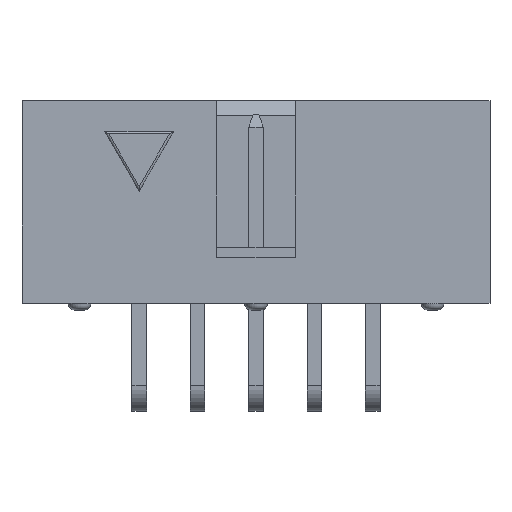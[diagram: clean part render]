
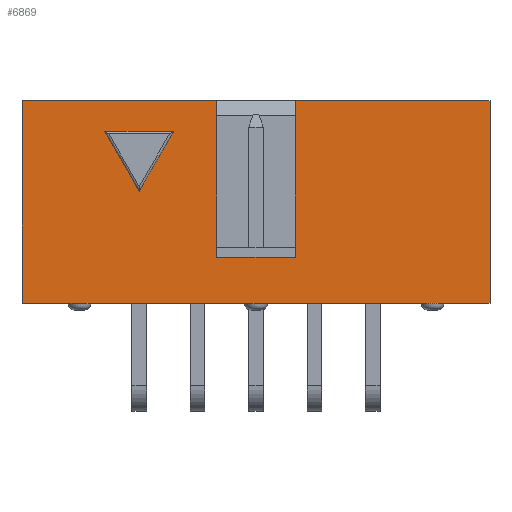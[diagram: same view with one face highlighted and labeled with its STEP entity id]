
A CAD part, front view. The second image highlights one B-rep face of the part: STEP entity #6869.
In plain terms, the highlighted planar face has unit normal (0, -1, 0).
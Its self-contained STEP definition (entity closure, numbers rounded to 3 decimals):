
#3456 = DIRECTION ( 'NONE',  ( 1., 0., 0. ) ) ;
#3457 = VECTOR ( 'NONE', #3456, 1000. ) ;
#3458 = CARTESIAN_POINT ( 'NONE',  ( 15.255, -3.13, 9.1 ) ) ;
#3459 = LINE ( 'NONE', #3458, #3457 ) ;
#3460 = CARTESIAN_POINT ( 'NONE',  ( 15.255, -3.13, 9.1 ) ) ;
#3461 = DIRECTION ( 'NONE',  ( 0., 0., -1. ) ) ;
#3462 = VECTOR ( 'NONE', #3461, 1000. ) ;
#3463 = CARTESIAN_POINT ( 'NONE',  ( 15.255, -3.13, 2.7 ) ) ;
#3464 = LINE ( 'NONE', #3463, #3462 ) ;
#3465 = CARTESIAN_POINT ( 'NONE',  ( 15.255, -3.13, 0.3 ) ) ;
#3466 = DIRECTION ( 'NONE',  ( 1., 0., 0. ) ) ;
#3467 = VECTOR ( 'NONE', #3466, 1000. ) ;
#3468 = CARTESIAN_POINT ( 'NONE',  ( -5.095, -3.13, 0.3 ) ) ;
#3469 = LINE ( 'NONE', #3468, #3467 ) ;
#3470 = CARTESIAN_POINT ( 'NONE',  ( -5.095, -3.13, 0.3 ) ) ;
#3471 = DIRECTION ( 'NONE',  ( 0., 0., -1. ) ) ;
#3472 = VECTOR ( 'NONE', #3471, 1000. ) ;
#3473 = CARTESIAN_POINT ( 'NONE',  ( -5.095, -3.13, 2.7 ) ) ;
#3474 = LINE ( 'NONE', #3473, #3472 ) ;
#3475 = CARTESIAN_POINT ( 'NONE',  ( -5.095, -3.13, 9.1 ) ) ;
#3476 = DIRECTION ( 'NONE',  ( 1., 0., 0. ) ) ;
#3477 = VECTOR ( 'NONE', #3476, 1000. ) ;
#3478 = CARTESIAN_POINT ( 'NONE',  ( -5.095, -3.13, 9.1 ) ) ;
#3479 = LINE ( 'NONE', #3478, #3477 ) ;
#4935 = FACE_BOUND ( 'NONE', #10385, .T. ) ;
#4936 = FACE_OUTER_BOUND ( 'NONE', #6870, .T. ) ;
#5047 = CARTESIAN_POINT ( 'NONE',  ( 3.38, -3.13, 9.1 ) ) ;
#5048 = DIRECTION ( 'NONE',  ( 0., 0., -1. ) ) ;
#5049 = VECTOR ( 'NONE', #5048, 1000. ) ;
#5050 = CARTESIAN_POINT ( 'NONE',  ( 3.38, -3.13, 9.1 ) ) ;
#5051 = LINE ( 'NONE', #5050, #5049 ) ;
#5052 = CARTESIAN_POINT ( 'NONE',  ( 6.78, -3.13, 2.3 ) ) ;
#5053 = CARTESIAN_POINT ( 'NONE',  ( 3.38, -3.13, 2.3 ) ) ;
#5054 = DIRECTION ( 'NONE',  ( 1., 0., 0. ) ) ;
#5055 = VECTOR ( 'NONE', #5054, 1000. ) ;
#5056 = CARTESIAN_POINT ( 'NONE',  ( 3.38, -3.13, 2.3 ) ) ;
#5057 = DIRECTION ( 'NONE',  ( 0., 0., 1. ) ) ;
#5058 = DIRECTION ( 'NONE',  ( 0., 1., 0. ) ) ;
#5059 = CARTESIAN_POINT ( 'NONE',  ( -5.095, -3.13, 2.7 ) ) ;
#5060 = AXIS2_PLACEMENT_3D ( 'NONE', #5059, #5058, #5057 ) ;
#5061 = LINE ( 'NONE', #5056, #5055 ) ;
#5062 = PLANE ( 'NONE',  #5060 ) ;
#5747 = CARTESIAN_POINT ( 'NONE',  ( -1.5, -3.13, 7.77 ) ) ;
#5758 = DIRECTION ( 'NONE',  ( 0.5, 0., 0.866 ) ) ;
#5759 = VECTOR ( 'NONE', #5758, 1000. ) ;
#5760 = CARTESIAN_POINT ( 'NONE',  ( 1.5, -3.13, 7.77 ) ) ;
#5761 = LINE ( 'NONE', #5760, #5759 ) ;
#5764 = DIRECTION ( 'NONE',  ( -1., 0., 0. ) ) ;
#5765 = VECTOR ( 'NONE', #5764, 1000. ) ;
#5766 = CARTESIAN_POINT ( 'NONE',  ( -1.5, -3.13, 7.77 ) ) ;
#5767 = LINE ( 'NONE', #5766, #5765 ) ;
#5859 = VECTOR ( 'NONE', #5875, 1000. ) ;
#5860 = CARTESIAN_POINT ( 'NONE',  ( 0., -3.13, 5.171 ) ) ;
#5861 = LINE ( 'NONE', #5860, #5859 ) ;
#5862 = CARTESIAN_POINT ( 'NONE',  ( 1.5, -3.13, 7.77 ) ) ;
#5863 = CARTESIAN_POINT ( 'NONE',  ( 0., -3.13, 5.171 ) ) ;
#5870 = VECTOR ( 'NONE', #5958, 1000. ) ;
#5871 = CARTESIAN_POINT ( 'NONE',  ( 6.78, -3.13, 9.1 ) ) ;
#5872 = LINE ( 'NONE', #5871, #5870 ) ;
#5874 = CARTESIAN_POINT ( 'NONE',  ( 6.78, -3.13, 9.1 ) ) ;
#5875 = DIRECTION ( 'NONE',  ( 0.5, 0., -0.866 ) ) ;
#5958 = DIRECTION ( 'NONE',  ( 0., 0., -1. ) ) ;
#6807 = ORIENTED_EDGE ( 'NONE', *, *, #6808, .F. ) ;
#6808 = EDGE_CURVE ( 'NONE', #6809, #6877, #3479, .T. ) ;
#6809 = VERTEX_POINT ( 'NONE', #3475 ) ;
#6810 = ORIENTED_EDGE ( 'NONE', *, *, #6811, .T. ) ;
#6811 = EDGE_CURVE ( 'NONE', #6809, #6812, #3474, .T. ) ;
#6812 = VERTEX_POINT ( 'NONE', #3470 ) ;
#6813 = ORIENTED_EDGE ( 'NONE', *, *, #6814, .T. ) ;
#6814 = EDGE_CURVE ( 'NONE', #6812, #6815, #3469, .T. ) ;
#6815 = VERTEX_POINT ( 'NONE', #3465 ) ;
#6816 = ORIENTED_EDGE ( 'NONE', *, *, #6817, .F. ) ;
#6817 = EDGE_CURVE ( 'NONE', #6818, #6815, #3464, .T. ) ;
#6818 = VERTEX_POINT ( 'NONE', #3460 ) ;
#6819 = ORIENTED_EDGE ( 'NONE', *, *, #6820, .F. ) ;
#6820 = EDGE_CURVE ( 'NONE', #10387, #6818, #3459, .T. ) ;
#6869 = ADVANCED_FACE ( 'NONE', ( #4936, #4935 ), #5062, .F. ) ;
#6870 = EDGE_LOOP ( 'NONE', ( #6871, #6875, #6807, #6810, #6813, #6816, #6819, #10388 ) ) ;
#6871 = ORIENTED_EDGE ( 'NONE', *, *, #6872, .F. ) ;
#6872 = EDGE_CURVE ( 'NONE', #6873, #6874, #5061, .T. ) ;
#6873 = VERTEX_POINT ( 'NONE', #5053 ) ;
#6874 = VERTEX_POINT ( 'NONE', #5052 ) ;
#6875 = ORIENTED_EDGE ( 'NONE', *, *, #6876, .F. ) ;
#6876 = EDGE_CURVE ( 'NONE', #6877, #6873, #5051, .T. ) ;
#6877 = VERTEX_POINT ( 'NONE', #5047 ) ;
#10372 = VERTEX_POINT ( 'NONE', #5747 ) ;
#10373 = ORIENTED_EDGE ( 'NONE', *, *, #10377, .F. ) ;
#10377 = EDGE_CURVE ( 'NONE', #10382, #10372, #5767, .T. ) ;
#10380 = EDGE_CURVE ( 'NONE', #10381, #10382, #5761, .T. ) ;
#10381 = VERTEX_POINT ( 'NONE', #5863 ) ;
#10382 = VERTEX_POINT ( 'NONE', #5862 ) ;
#10383 = ORIENTED_EDGE ( 'NONE', *, *, #10384, .F. ) ;
#10384 = EDGE_CURVE ( 'NONE', #10372, #10381, #5861, .T. ) ;
#10385 = EDGE_LOOP ( 'NONE', ( #10386, #10383, #10373 ) ) ;
#10386 = ORIENTED_EDGE ( 'NONE', *, *, #10380, .F. ) ;
#10387 = VERTEX_POINT ( 'NONE', #5874 ) ;
#10388 = ORIENTED_EDGE ( 'NONE', *, *, #10389, .T. ) ;
#10389 = EDGE_CURVE ( 'NONE', #10387, #6874, #5872, .T. ) ;
